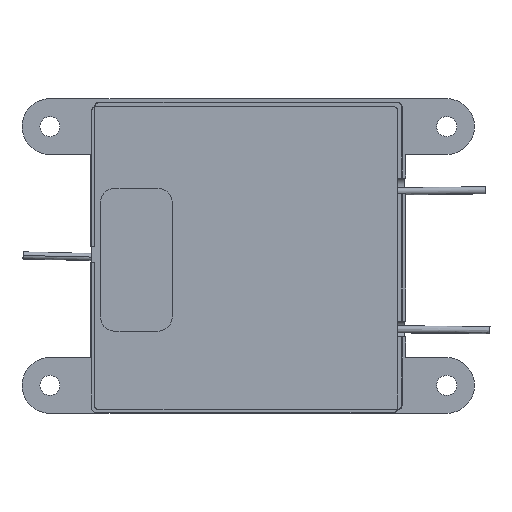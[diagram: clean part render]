
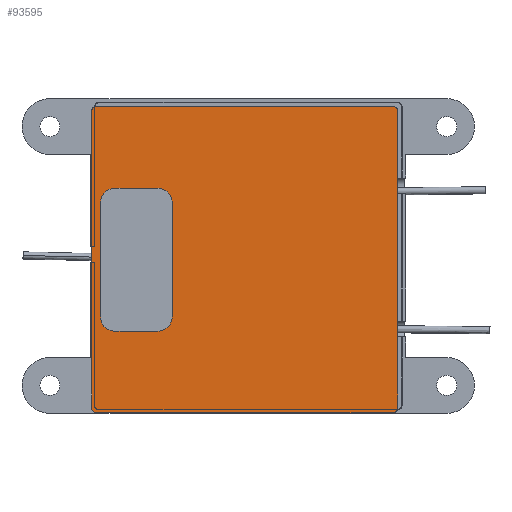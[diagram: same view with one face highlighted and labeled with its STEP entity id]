
A CAD part, front view. The second image highlights one B-rep face of the part: STEP entity #93595.
In plain terms, the highlighted planar face has unit normal (0, -1, 0).
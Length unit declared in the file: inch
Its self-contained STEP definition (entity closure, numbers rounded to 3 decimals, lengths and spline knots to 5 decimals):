
#2020 = DIRECTION ( 'NONE',  ( -1., 0., 0. ) ) ;
#5898 = CARTESIAN_POINT ( 'NONE',  ( -1.03801, 0., 1.07 ) ) ;
#8853 = CARTESIAN_POINT ( 'NONE',  ( -1.03801, 0., 1.07 ) ) ;
#9761 = EDGE_CURVE ( 'NONE', #15857, #111913, #158399, .T. ) ;
#10061 = CARTESIAN_POINT ( 'NONE',  ( -1.07, 0., 1.03801 ) ) ;
#10333 = EDGE_LOOP ( 'NONE', ( #114288, #61414, #93216, #115534, #68530, #61903, #37348, #128395 ) ) ;
#11765 =( BOUNDED_CURVE ( )  B_SPLINE_CURVE ( 3, ( #8853, #120842, #178876, #10061 ),
 .UNSPECIFIED., .F., .F. ) 
 B_SPLINE_CURVE_WITH_KNOTS ( ( 4, 4 ),
 ( 5.49813, 7.06824 ),
 .UNSPECIFIED. ) 
 CURVE ( )  GEOMETRIC_REPRESENTATION_ITEM ( )  RATIONAL_B_SPLINE_CURVE ( ( 1., 0.805, 0.805, 1. ) ) 
 REPRESENTATION_ITEM ( '' )  );
#12879 = VERTEX_POINT ( 'NONE', #5898 ) ;
#15857 = VERTEX_POINT ( 'NONE', #71078 ) ;
#20912 = AXIS2_PLACEMENT_3D ( 'NONE', #107271, #64518, #92659 ) ;
#21955 = CARTESIAN_POINT ( 'NONE',  ( 1.07, 0., 1.03801 ) ) ;
#29235 = CARTESIAN_POINT ( 'NONE',  ( -1.07, 0., 1.07 ) ) ;
#29870 = LINE ( 'NONE', #92841, #167790 ) ;
#30719 = CARTESIAN_POINT ( 'NONE',  ( -1.07, 0., -1.03801 ) ) ;
#33221 = EDGE_CURVE ( 'NONE', #12879, #161765, #11765, .T. ) ;
#34602 = CARTESIAN_POINT ( 'NONE',  ( 1.07, 0., -1.03801 ) ) ;
#36732 = VERTEX_POINT ( 'NONE', #85323 ) ;
#37224 =( BOUNDED_CURVE ( )  B_SPLINE_CURVE ( 3, ( #87576, #127302, #100993, #86967 ),
 .UNSPECIFIED., .F., .F. ) 
 B_SPLINE_CURVE_WITH_KNOTS ( ( 4, 4 ),
 ( 5.49813, 7.06824 ),
 .UNSPECIFIED. ) 
 CURVE ( )  GEOMETRIC_REPRESENTATION_ITEM ( )  RATIONAL_B_SPLINE_CURVE ( ( 1., 0.805, 0.805, 1. ) ) 
 REPRESENTATION_ITEM ( '' )  );
#37236 = CARTESIAN_POINT ( 'NONE',  ( -1.03801, 0., -1.07 ) ) ;
#37348 = ORIENTED_EDGE ( 'NONE', *, *, #112640, .F. ) ;
#44489 = LINE ( 'NONE', #29235, #110101 ) ;
#47863 = EDGE_CURVE ( 'NONE', #15857, #36732, #75285, .T. ) ;
#49788 = VERTEX_POINT ( 'NONE', #129514 ) ;
#51205 = DIRECTION ( 'NONE',  ( 0., 0., 1. ) ) ;
#52203 = PLANE ( 'NONE',  #20912 ) ;
#53067 = CARTESIAN_POINT ( 'NONE',  ( -1.07, 0., -1.05675 ) ) ;
#61414 = ORIENTED_EDGE ( 'NONE', *, *, #128303, .T. ) ;
#61903 = ORIENTED_EDGE ( 'NONE', *, *, #47863, .T. ) ;
#64518 = DIRECTION ( 'NONE',  ( 0., 1., 0. ) ) ;
#68530 = ORIENTED_EDGE ( 'NONE', *, *, #9761, .F. ) ;
#71078 = CARTESIAN_POINT ( 'NONE',  ( 1.07, 0., 1.03801 ) ) ;
#72818 = DIRECTION ( 'NONE',  ( 0., 0., -1. ) ) ;
#73205 = DIRECTION ( 'NONE',  ( 1., 0., 0. ) ) ;
#73630 = CARTESIAN_POINT ( 'NONE',  ( -1.07, 0., -1.07 ) ) ;
#75285 =( BOUNDED_CURVE ( )  B_SPLINE_CURVE ( 3, ( #21955, #162618, #135678, #148493 ),
 .UNSPECIFIED., .F., .F. ) 
 B_SPLINE_CURVE_WITH_KNOTS ( ( 4, 4 ),
 ( 5.49813, 7.06824 ),
 .UNSPECIFIED. ) 
 CURVE ( )  GEOMETRIC_REPRESENTATION_ITEM ( )  RATIONAL_B_SPLINE_CURVE ( ( 1., 0.805, 0.805, 1. ) ) 
 REPRESENTATION_ITEM ( '' )  );
#75967 = VERTEX_POINT ( 'NONE', #166734 ) ;
#77503 = FACE_OUTER_BOUND ( 'NONE', #10333, .T. ) ;
#83090 = EDGE_CURVE ( 'NONE', #75967, #49788, #175248, .T. ) ;
#85323 = CARTESIAN_POINT ( 'NONE',  ( 1.03801, 0., 1.07 ) ) ;
#86967 = CARTESIAN_POINT ( 'NONE',  ( 1.07, 0., -1.03801 ) ) ;
#87576 = CARTESIAN_POINT ( 'NONE',  ( 1.03801, 0., -1.07 ) ) ;
#92659 = DIRECTION ( 'NONE',  ( 0., 0., 1. ) ) ;
#92841 = CARTESIAN_POINT ( 'NONE',  ( -1.07, 0., -1.07 ) ) ;
#93216 = ORIENTED_EDGE ( 'NONE', *, *, #83090, .F. ) ;
#93490 = CARTESIAN_POINT ( 'NONE',  ( -1.07, 0., 1.03801 ) ) ;
#93595 = ADVANCED_FACE ( 'NONE', ( #77503 ), #52203, .F. ) ;
#94712 = CARTESIAN_POINT ( 'NONE',  ( -1.07, 0., -1.03801 ) ) ;
#100993 = CARTESIAN_POINT ( 'NONE',  ( 1.07, 0., -1.05675 ) ) ;
#103737 = EDGE_CURVE ( 'NONE', #169807, #161765, #29870, .T. ) ;
#107271 = CARTESIAN_POINT ( 'NONE',  ( -1.07, 0., 1.07 ) ) ;
#110101 = VECTOR ( 'NONE', #73205, 39.37008 ) ;
#111913 = VERTEX_POINT ( 'NONE', #34602 ) ;
#112640 = EDGE_CURVE ( 'NONE', #12879, #36732, #44489, .T. ) ;
#113182 = CARTESIAN_POINT ( 'NONE',  ( 1.07, 0., -1.07 ) ) ;
#114288 = ORIENTED_EDGE ( 'NONE', *, *, #103737, .F. ) ;
#115534 = ORIENTED_EDGE ( 'NONE', *, *, #157235, .T. ) ;
#120842 = CARTESIAN_POINT ( 'NONE',  ( -1.05675, 0., 1.07 ) ) ;
#121028 = CARTESIAN_POINT ( 'NONE',  ( -1.05675, 0., -1.07 ) ) ;
#123268 = VECTOR ( 'NONE', #72818, 39.37008 ) ;
#127302 = CARTESIAN_POINT ( 'NONE',  ( 1.05675, 0., -1.07 ) ) ;
#128303 = EDGE_CURVE ( 'NONE', #169807, #49788, #167268, .T. ) ;
#128395 = ORIENTED_EDGE ( 'NONE', *, *, #33221, .T. ) ;
#129514 = CARTESIAN_POINT ( 'NONE',  ( -1.03801, 0., -1.07 ) ) ;
#135678 = CARTESIAN_POINT ( 'NONE',  ( 1.05675, 0., 1.07 ) ) ;
#138079 = VECTOR ( 'NONE', #2020, 39.37008 ) ;
#148493 = CARTESIAN_POINT ( 'NONE',  ( 1.03801, 0., 1.07 ) ) ;
#157235 = EDGE_CURVE ( 'NONE', #75967, #111913, #37224, .T. ) ;
#158399 = LINE ( 'NONE', #113182, #123268 ) ;
#161765 = VERTEX_POINT ( 'NONE', #93490 ) ;
#162618 = CARTESIAN_POINT ( 'NONE',  ( 1.07, 0., 1.05675 ) ) ;
#166734 = CARTESIAN_POINT ( 'NONE',  ( 1.03801, 0., -1.07 ) ) ;
#167268 =( BOUNDED_CURVE ( )  B_SPLINE_CURVE ( 3, ( #94712, #53067, #121028, #37236 ),
 .UNSPECIFIED., .F., .F. ) 
 B_SPLINE_CURVE_WITH_KNOTS ( ( 4, 4 ),
 ( 5.49813, 7.06824 ),
 .UNSPECIFIED. ) 
 CURVE ( )  GEOMETRIC_REPRESENTATION_ITEM ( )  RATIONAL_B_SPLINE_CURVE ( ( 1., 0.805, 0.805, 1. ) ) 
 REPRESENTATION_ITEM ( '' )  );
#167790 = VECTOR ( 'NONE', #51205, 39.37008 ) ;
#169807 = VERTEX_POINT ( 'NONE', #30719 ) ;
#175248 = LINE ( 'NONE', #73630, #138079 ) ;
#178876 = CARTESIAN_POINT ( 'NONE',  ( -1.07, 0., 1.05675 ) ) ;
